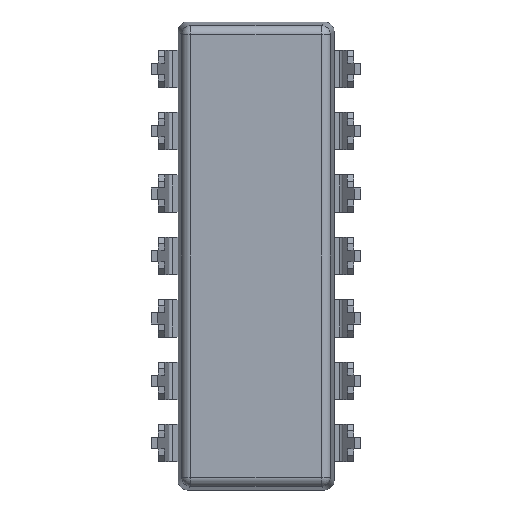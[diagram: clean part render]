
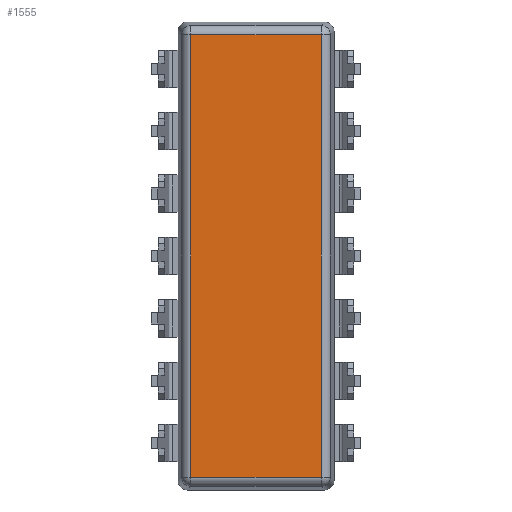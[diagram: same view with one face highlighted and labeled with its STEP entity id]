
A CAD part, front view. The second image highlights one B-rep face of the part: STEP entity #1555.
In plain terms, the highlighted planar face has unit normal (0, -1, 0).
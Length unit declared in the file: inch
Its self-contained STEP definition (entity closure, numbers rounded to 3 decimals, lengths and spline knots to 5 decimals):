
#572=DIRECTION('',(0.,0.,1.));
#573=VECTOR('',#572,0.70872);
#574=CARTESIAN_POINT('',(0.10436,-0.06,-0.35436));
#575=LINE('',#574,#573);
#586=DIRECTION('',(1.,0.,0.));
#587=VECTOR('',#586,0.20872);
#588=CARTESIAN_POINT('',(-0.10436,-0.06,-0.35436));
#589=LINE('',#588,#587);
#624=DIRECTION('',(0.,0.,-1.));
#625=VECTOR('',#624,0.70872);
#626=CARTESIAN_POINT('',(-0.10436,-0.06,0.35436));
#627=LINE('',#626,#625);
#825=DIRECTION('',(-1.,0.,0.));
#826=VECTOR('',#825,0.20872);
#827=CARTESIAN_POINT('',(0.10436,-0.06,0.35436));
#828=LINE('',#827,#826);
#964=CARTESIAN_POINT('',(0.10436,-0.06,-0.35436));
#965=CARTESIAN_POINT('',(0.10436,-0.06,0.35436));
#966=VERTEX_POINT('',#964);
#967=VERTEX_POINT('',#965);
#972=CARTESIAN_POINT('',(-0.10436,-0.06,0.35436));
#973=CARTESIAN_POINT('',(-0.10436,-0.06,-0.35436));
#974=VERTEX_POINT('',#972);
#975=VERTEX_POINT('',#973);
#1541=CARTESIAN_POINT('',(0.,-0.06,0.));
#1542=DIRECTION('',(0.,-1.,0.));
#1543=DIRECTION('',(-1.,0.,0.));
#1544=AXIS2_PLACEMENT_3D('',#1541,#1542,#1543);
#1545=PLANE('',#1544);
#1546=ORIENTED_EDGE('',*,*,#1532,.F.);
#1548=ORIENTED_EDGE('',*,*,#1547,.F.);
#1550=ORIENTED_EDGE('',*,*,#1549,.F.);
#1552=ORIENTED_EDGE('',*,*,#1551,.F.);
#1553=EDGE_LOOP('',(#1546,#1548,#1550,#1552));
#1554=FACE_OUTER_BOUND('',#1553,.F.);
#1555=ADVANCED_FACE('',(#1554),#1545,.T.);
#1532=EDGE_CURVE('',#966,#967,#575,.T.);
#1547=EDGE_CURVE('',#975,#966,#589,.T.);
#1549=EDGE_CURVE('',#974,#975,#627,.T.);
#1551=EDGE_CURVE('',#967,#974,#828,.T.);
